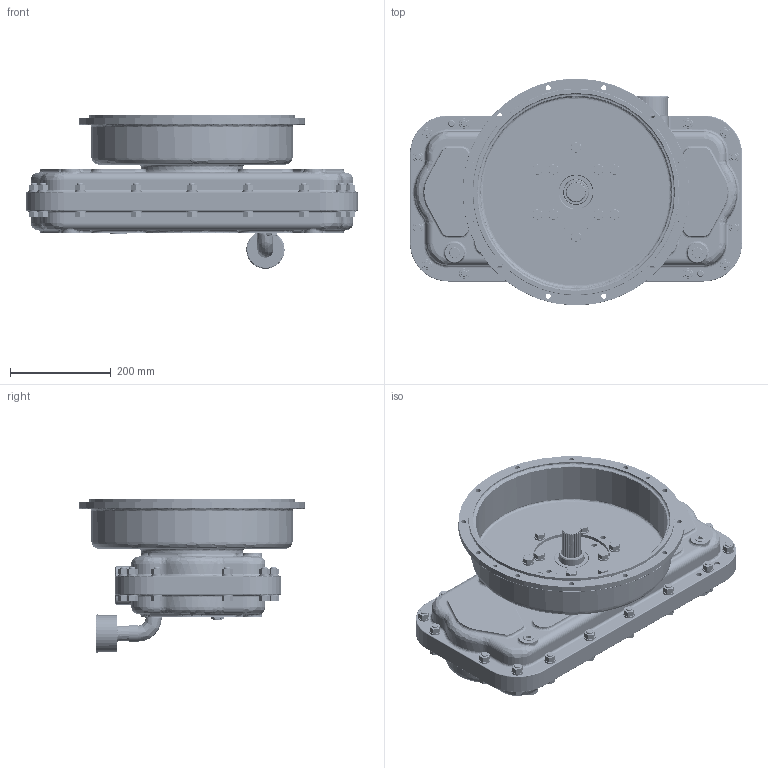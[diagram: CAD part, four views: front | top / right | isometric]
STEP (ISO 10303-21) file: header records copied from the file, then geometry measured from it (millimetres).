
FILE_DESCRIPTION (( 'STEP AP214' ), '1' );
FILE_NAME ('D207E100002.STEP', '2017-10-13T20:45:24', ( 'MikeMihajlovic' ), ( 'Microsoft' ), 'SwSTEP 2.0', 'SolidWorks 2017', '' );
FILE_SCHEMA (( 'AUTOMOTIVE_DESIGN' ));
Length unit declared in the file: inch
Products named in the file (25): D207014; D207009; D207012; BB6209; D207015; BB6208; D207013; HHCSZ_50-13X2_25_7; BB6207; HNZ_50-13_12; D207001A; HHCSZ_50-13X1_50_6; DWL_50X1_25_7; D17-3-CPLG; D207001; HHCSZ_50-13X1_25_14; LWZ_50_21; D207E100002; PPSKM_50-14_9; SG_50NPT-02_5; AVBF-16_20; STEL1_00NPT90_23; PPSKG1_00-11_5_23; OS2_000X2_623-2_2; D207008
Assembly tree (121 placements, depth 2):
  D207E100002
    D207001
    DWL_50X1_25_7  x2
    D207001A
    BB6207  x4
    D207013
    BB6208  x4
    D207015  x2
    BB6209  x2
    D207012
    D207009
    D207014
    D207008
    OS2_000X2_623-2_2
    PPSKG1_00-11_5_23
    STEL1_00NPT90_23
    AVBF-16_20
    SG_50NPT-02_5
    PPSKM_50-14_9  x2
    LWZ_50_21  x46
    HHCSZ_50-13X1_25_14  x4
    D17-3-CPLG
    HHCSZ_50-13X1_50_6  x6
    HNZ_50-13_12  x18
    HHCSZ_50-13X2_25_7  x18
Bounding box: 660.4 x 450.85 x 305.56 mm (x, y, z)
Volume: 9616366.1 mm3; surface area: 2741294.1 mm2
Topology: 110 solids, 187 shells, 4222 faces, 10777 edges, 7024 vertices
Faces by surface type: cylinder 1641, plane 1033, bspline 915, cone 595, torus 38
Entity records: 165614 total; most frequent: CARTESIAN_POINT 97029, ORIENTED_EDGE 14990, DIRECTION 13271, EDGE_CURVE 7537, AXIS2_PLACEMENT_3D 5650, VERTEX_POINT 4918, CIRCLE 3475, EDGE_LOOP 3177
